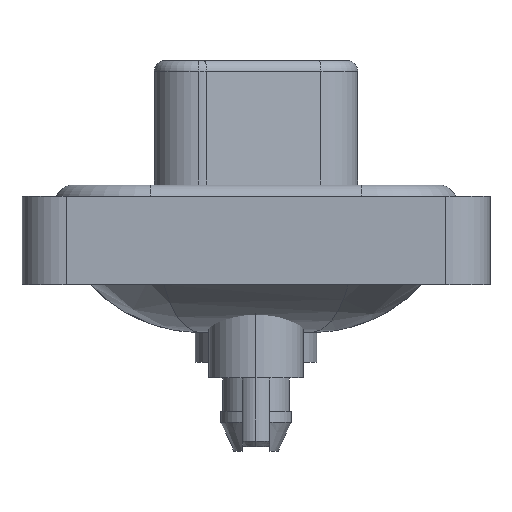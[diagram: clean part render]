
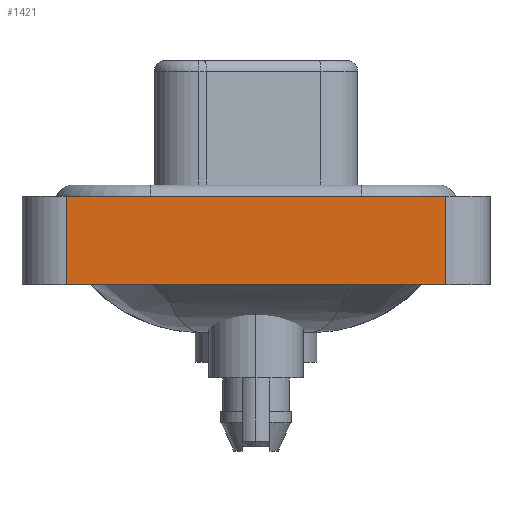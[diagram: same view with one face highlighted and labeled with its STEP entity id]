
A CAD part, left-side view. The second image highlights one B-rep face of the part: STEP entity #1421.
In plain terms, the highlighted planar face has unit normal (-1, 0, 0).
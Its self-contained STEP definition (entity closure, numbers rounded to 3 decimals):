
#955 = CARTESIAN_POINT ( 'NONE',  ( -7.25, -8.55, 0.4 ) ) ;
#1421 = ADVANCED_FACE ( 'NONE', ( #18152 ), #16320, .T. ) ;
#1718 = CARTESIAN_POINT ( 'NONE',  ( -7.25, -8.55, -3.6 ) ) ;
#2149 = ORIENTED_EDGE ( 'NONE', *, *, #4738, .T. ) ;
#2986 = EDGE_CURVE ( 'NONE', #9686, #4380, #6039, .T. ) ;
#3033 = EDGE_CURVE ( 'NONE', #4462, #10227, #21798, .T. ) ;
#3779 = DIRECTION ( 'NONE',  ( 0., 0., 1. ) ) ;
#3842 = VECTOR ( 'NONE', #20069, 1000. ) ;
#4380 = VERTEX_POINT ( 'NONE', #6962 ) ;
#4462 = VERTEX_POINT ( 'NONE', #21206 ) ;
#4738 = EDGE_CURVE ( 'NONE', #10227, #4380, #15328, .T. ) ;
#5579 = CARTESIAN_POINT ( 'NONE',  ( -7.25, -8.55, -3.6 ) ) ;
#5632 = DIRECTION ( 'NONE',  ( -1., 0., 0. ) ) ;
#5970 = CARTESIAN_POINT ( 'NONE',  ( -7.25, -8.55, -3.6 ) ) ;
#6039 = LINE ( 'NONE', #955, #9131 ) ;
#6962 = CARTESIAN_POINT ( 'NONE',  ( -7.25, -8.55, 0.4 ) ) ;
#7066 = DIRECTION ( 'NONE',  ( 0., 0., 1. ) ) ;
#8556 = EDGE_CURVE ( 'NONE', #4462, #9686, #10626, .T. ) ;
#8880 = ORIENTED_EDGE ( 'NONE', *, *, #2986, .F. ) ;
#9131 = VECTOR ( 'NONE', #21905, 1000. ) ;
#9686 = VERTEX_POINT ( 'NONE', #16850 ) ;
#10227 = VERTEX_POINT ( 'NONE', #5579 ) ;
#10541 = ORIENTED_EDGE ( 'NONE', *, *, #8556, .F. ) ;
#10626 = LINE ( 'NONE', #20982, #12515 ) ;
#11481 = VECTOR ( 'NONE', #7066, 1000. ) ;
#12515 = VECTOR ( 'NONE', #15812, 1000. ) ;
#13053 = CARTESIAN_POINT ( 'NONE',  ( -7.25, -8.55, -3.6 ) ) ;
#13654 = ORIENTED_EDGE ( 'NONE', *, *, #3033, .T. ) ;
#15328 = LINE ( 'NONE', #1718, #11481 ) ;
#15812 = DIRECTION ( 'NONE',  ( 0., 0., 1. ) ) ;
#16320 = PLANE ( 'NONE',  #19711 ) ;
#16850 = CARTESIAN_POINT ( 'NONE',  ( -7.25, 8.55, 0.4 ) ) ;
#18152 = FACE_OUTER_BOUND ( 'NONE', #19654, .T. ) ;
#19654 = EDGE_LOOP ( 'NONE', ( #2149, #8880, #10541, #13654 ) ) ;
#19711 = AXIS2_PLACEMENT_3D ( 'NONE', #5970, #5632, #3779 ) ;
#20069 = DIRECTION ( 'NONE',  ( 0., -1., 0. ) ) ;
#20982 = CARTESIAN_POINT ( 'NONE',  ( -7.25, 8.55, -3.6 ) ) ;
#21206 = CARTESIAN_POINT ( 'NONE',  ( -7.25, 8.55, -3.6 ) ) ;
#21798 = LINE ( 'NONE', #13053, #3842 ) ;
#21905 = DIRECTION ( 'NONE',  ( 0., -1., 0. ) ) ;
